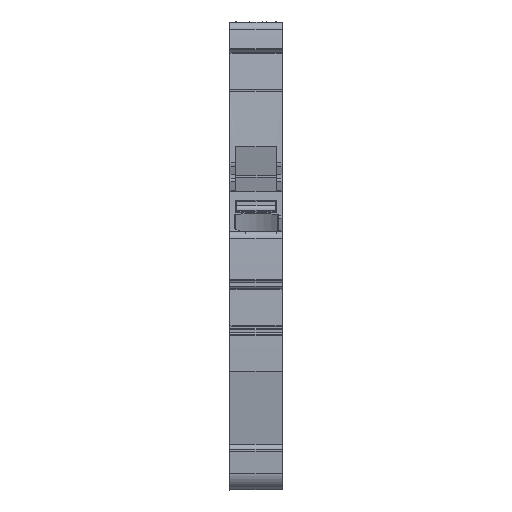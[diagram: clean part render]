
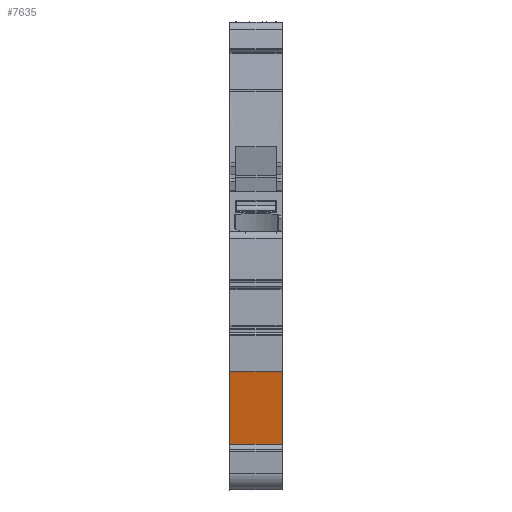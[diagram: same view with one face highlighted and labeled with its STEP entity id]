
A CAD part, front view. The second image highlights one B-rep face of the part: STEP entity #7635.
In plain terms, the highlighted planar face has unit normal (0, -0.985, -0.171).
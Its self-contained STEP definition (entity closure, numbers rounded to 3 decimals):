
#7622=AXIS2_PLACEMENT_3D('Plane Axis2P3D',#7619,#7620,#7621) ;
#1519=CARTESIAN_POINT('Vertex',(0.,3.074,4.545)) ;
#1522=CARTESIAN_POINT('Line Origine',(0.,2.266,9.202)) ;
#1526=CARTESIAN_POINT('Vertex',(0.,1.458,13.86)) ;
#3555=CARTESIAN_POINT('Vertex',(6.1,1.458,13.86)) ;
#3558=CARTESIAN_POINT('Line Origine',(6.1,2.266,9.202)) ;
#3562=CARTESIAN_POINT('Vertex',(6.1,3.074,4.545)) ;
#7602=CARTESIAN_POINT('Line Origine',(3.05,1.458,13.86)) ;
#7619=CARTESIAN_POINT('Axis2P3D Location',(3.95,1.458,13.86)) ;
#7624=CARTESIAN_POINT('Line Origine',(3.05,3.074,4.545)) ;
#1523=DIRECTION('Vector Direction',(0.,0.171,-0.985)) ;
#3559=DIRECTION('Vector Direction',(0.,0.171,-0.985)) ;
#7603=DIRECTION('Vector Direction',(1.,0.,0.)) ;
#7620=DIRECTION('Axis2P3D Direction',(0.,-0.985,-0.171)) ;
#7621=DIRECTION('Axis2P3D XDirection',(0.,0.171,-0.985)) ;
#7625=DIRECTION('Vector Direction',(1.,0.,0.)) ;
#1524=VECTOR('Line Direction',#1523,1.) ;
#3560=VECTOR('Line Direction',#3559,1.) ;
#7604=VECTOR('Line Direction',#7603,1.) ;
#7626=VECTOR('Line Direction',#7625,1.) ;
#7630=ORIENTED_EDGE('',*,*,#7628,.T.) ;
#7631=ORIENTED_EDGE('',*,*,#3564,.F.) ;
#7632=ORIENTED_EDGE('',*,*,#7606,.F.) ;
#7633=ORIENTED_EDGE('',*,*,#1528,.T.) ;
#7635=ADVANCED_FACE('MLD',(#7634),#7623,.T.) ;
#1528=EDGE_CURVE('',#1527,#1520,#1525,.T.) ;
#3564=EDGE_CURVE('',#3556,#3563,#3561,.T.) ;
#7606=EDGE_CURVE('',#1527,#3556,#7605,.T.) ;
#7628=EDGE_CURVE('',#1520,#3563,#7627,.T.) ;
#7629=EDGE_LOOP('',(#7630,#7631,#7632,#7633)) ;
#7634=FACE_OUTER_BOUND('',#7629,.T.) ;
#1525=LINE('Line',#1522,#1524) ;
#3561=LINE('Line',#3558,#3560) ;
#7605=LINE('Line',#7602,#7604) ;
#7627=LINE('Line',#7624,#7626) ;
#7623=PLANE('',#7622) ;
#1520=VERTEX_POINT('',#1519) ;
#1527=VERTEX_POINT('',#1526) ;
#3556=VERTEX_POINT('',#3555) ;
#3563=VERTEX_POINT('',#3562) ;
